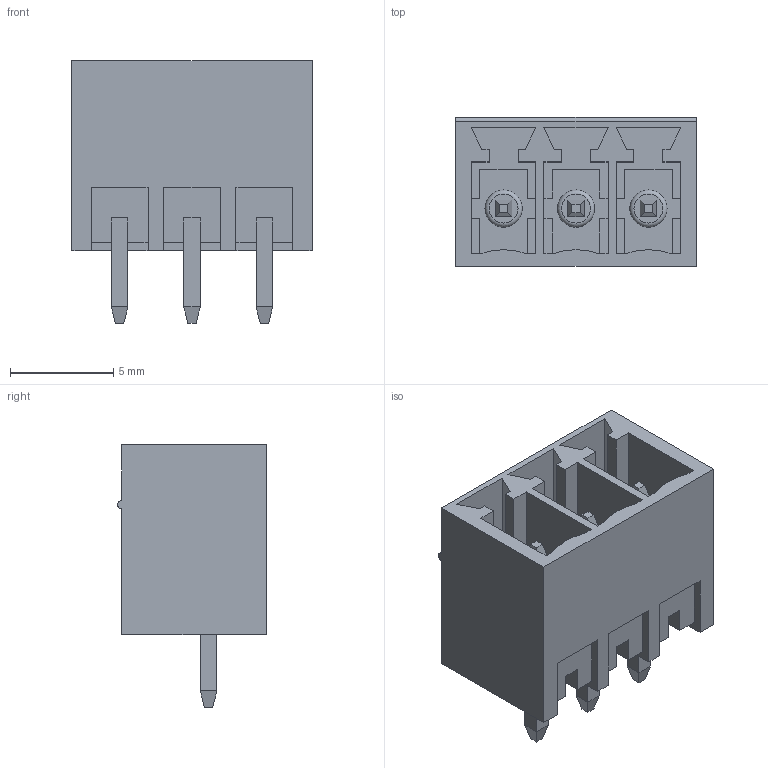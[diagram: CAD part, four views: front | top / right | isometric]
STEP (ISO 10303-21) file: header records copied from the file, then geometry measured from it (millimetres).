
FILE_DESCRIPTION(('FreeCAD Model'),'2;1');
FILE_NAME('Fusion.step', '2018-10-13T11:01:01',('kicad StepUp'),('ksu MCAD'), 'Open CASCADE STEP processor 7.2','FreeCAD','Unknown');
FILE_SCHEMA(('AUTOMOTIVE_DESIGN_CC2 { 1 2 10303 214 -1 1 5 4 }'));
Length unit declared in the file: millimetre
Products named in the file (1): Fusion
Bounding box: 11.6 x 7.2 x 12.7 mm (x, y, z)
Volume: 367.2 mm3; surface area: 1156.8 mm2
Topology: 1 solids, 1 shells, 179 faces, 468 edges, 300 vertices
Faces by surface type: plane 169, cylinder 7, torus 3
Full cylindrical faces by diameter (mm): 1.8 x3
Entity records: 6626 total; most frequent: CARTESIAN_POINT 966, ORIENTED_EDGE 936, DIRECTION 842, EDGE_CURVE 468, LINE 442, VECTOR 442, VERTEX_POINT 300, AXIS2_PLACEMENT_3D 200
